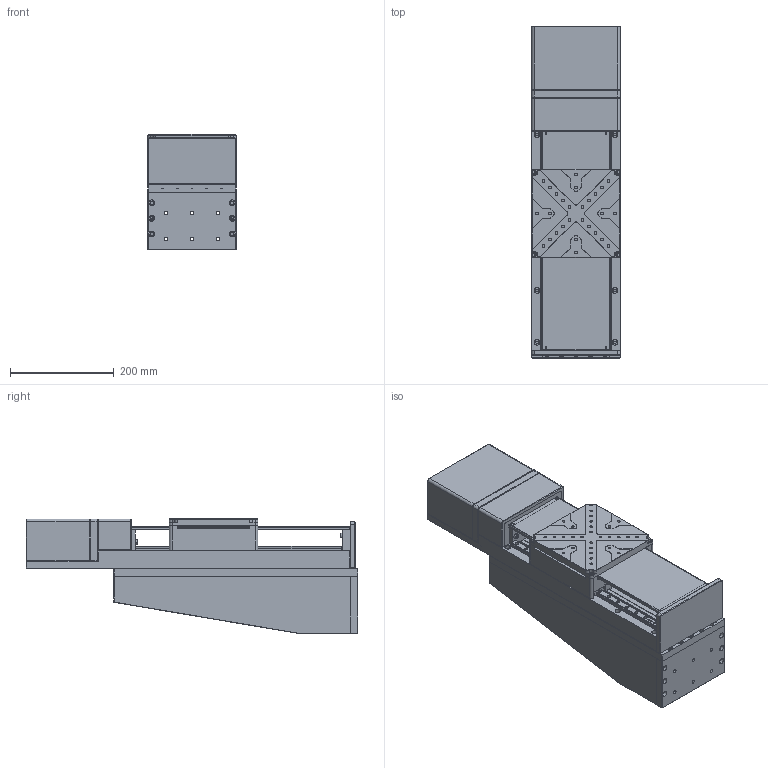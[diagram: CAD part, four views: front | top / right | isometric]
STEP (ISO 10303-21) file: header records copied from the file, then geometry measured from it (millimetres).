
FILE_DESCRIPTION (( 'STEP AP203' ), '1' );
FILE_NAME ('FMSZ170S-200.STEP', '2022-11-18T11:06:58', ( '' ), ( '' ), 'SwSTEP 2.0', 'SolidWorks 2017', '' );
FILE_SCHEMA (( 'CONFIG_CONTROL_DESIGN' ));
Length unit declared in the file: millimetre
Products named in the file (1): FMSZ170S-200
Bounding box: 170 x 639 x 221.5 mm (x, y, z)
Surface area: 1007634.6 mm2 (no closed solid volume)
Topology: 0 solids, 46 shells, 659 faces, 2816 edges, 2173 vertices
Faces by surface type: plane 311, cylinder 298, cone 50
Entity records: 30035 total; most frequent: CARTESIAN_POINT 6233, DIRECTION 5126, ORIENTED_EDGE 4120, EDGE_CURVE 2816, VERTEX_POINT 2173, AXIS2_PLACEMENT_3D 1787, VECTOR 1552, LINE 1552
